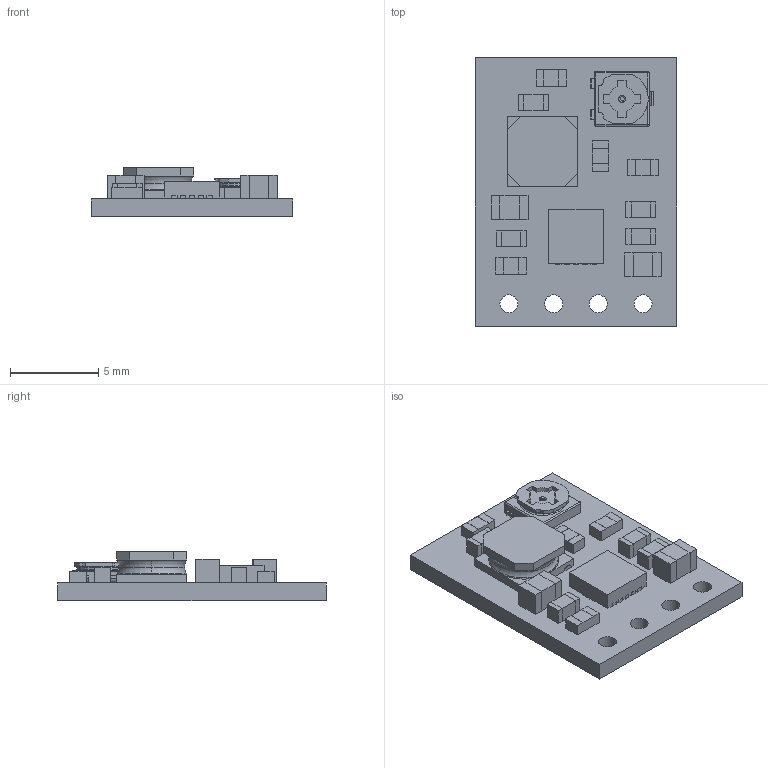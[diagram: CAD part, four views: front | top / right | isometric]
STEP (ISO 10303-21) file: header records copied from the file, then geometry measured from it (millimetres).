
FILE_DESCRIPTION (( 'STEP AP214' ), '1' );
FILE_NAME ('pololu-step-up-voltage-regulator-u1v11.step', '2018-12-20T21:56:38', ( '' ), ( '' ), 'SwSTEP 2.0', 'SolidWorks 2016', '' );
FILE_SCHEMA (( 'AUTOMOTIVE_DESIGN' ));
Length unit declared in the file: millimetre
Products named in the file (1): pololu-step-up-voltage-regulator-u1v11
Bounding box: 11.43 x 15.24 x 2.82 mm (x, y, z)
Volume: 233.9 mm3; surface area: 557.1 mm2
Topology: 4 solids, 4 shells, 690 faces, 1866 edges, 1221 vertices
Faces by surface type: plane 470, bspline 153, cylinder 51, torus 10, sphere 4, cone 2
Entity records: 34406 total; most frequent: CARTESIAN_POINT 10408, ORIENTED_EDGE 3724, DIRECTION 2717, EDGE_CURVE 1862, VECTOR 1385, LINE 1385, VERTEX_POINT 1221, EDGE_LOOP 759
